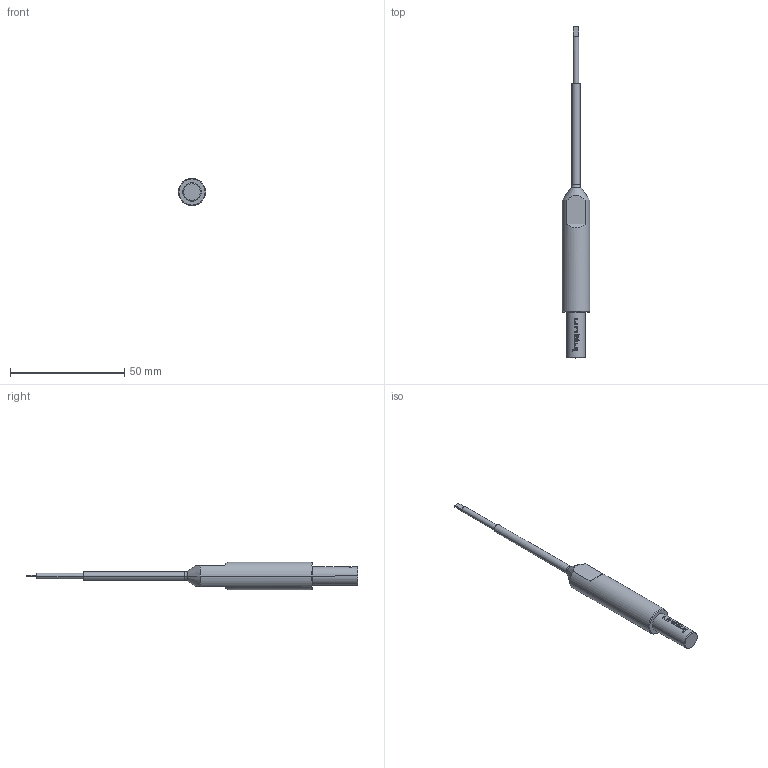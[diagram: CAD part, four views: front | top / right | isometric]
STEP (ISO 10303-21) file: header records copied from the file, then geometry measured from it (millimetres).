
FILE_DESCRIPTION (( 'STEP AP203' ), '1' );
FILE_NAME ('INGUN_SW-KS-747_M.STEP', '2021-10-19T09:27:32', ( 'ochi' ), ( '' ), 'SwSTEP 2.0', 'SolidWorks 2018', '' );
FILE_SCHEMA (( 'CONFIG_CONTROL_DESIGN' ));
Length unit declared in the file: millimetre
Products named in the file (1): INGUN_SW-KS-747_M
Bounding box: 12 x 145 x 12 mm (x, y, z)
Volume: 7194.8 mm3; surface area: 3303.6 mm2
Topology: 1 solids, 1 shells, 99 faces, 256 edges, 167 vertices
Faces by surface type: plane 52, bspline 22, cylinder 14, cone 9, torus 2
Entity records: 3438 total; most frequent: CARTESIAN_POINT 1125, ORIENTED_EDGE 512, DIRECTION 391, EDGE_CURVE 256, VERTEX_POINT 167, AXIS2_PLACEMENT_3D 151, EDGE_LOOP 107, FACE_OUTER_BOUND 99
